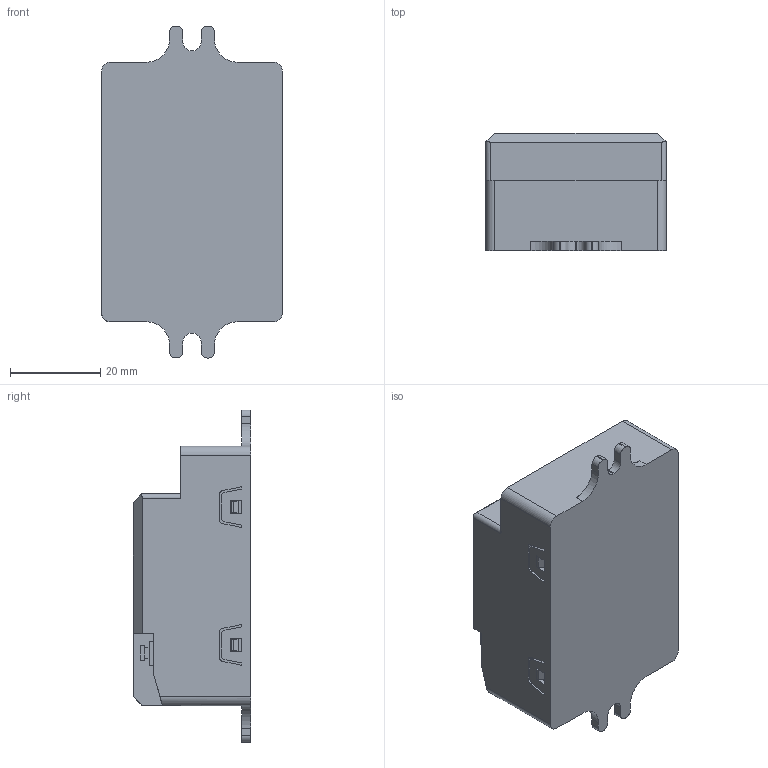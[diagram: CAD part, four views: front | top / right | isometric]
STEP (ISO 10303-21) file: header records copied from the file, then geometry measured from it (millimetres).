
FILE_DESCRIPTION (( 'STEP AP214' ), '1' );
FILE_NAME ('LDD11-401MB-500-001 Äàò÷èê äâèæåíèÿ ÄÄ-ÌÂ 401 áåëûé, 500Âò, 360 ãð.,8Ì,IP20,IEK.STEP', '2017-09-07T12:44:08', ( '' ), ( '' ), 'SwSTEP 2.0', 'SolidWorks 2014', '' );
FILE_SCHEMA (( 'AUTOMOTIVE_DESIGN' ));
Length unit declared in the file: millimetre
Products named in the file (1): LDD11-401MB-500-001 Äàò÷èê äâèæåíèÿ ÄÄ-ÌÂ 401 áåëûé, 500Âò, 360 ãð.,8Ì,IP20,IEK
Bounding box: 40 x 26 x 73.5 mm (x, y, z)
Volume: 53240.4 mm3; surface area: 10780.5 mm2
Topology: 1 solids, 1 shells, 261 faces, 675 edges, 450 vertices
Faces by surface type: plane 197, cylinder 60, torus 4
Entity records: 7964 total; most frequent: CARTESIAN_POINT 1408, ORIENTED_EDGE 1350, DIRECTION 1333, EDGE_CURVE 675, VECTOR 527, LINE 527, VERTEX_POINT 450, AXIS2_PLACEMENT_3D 403
